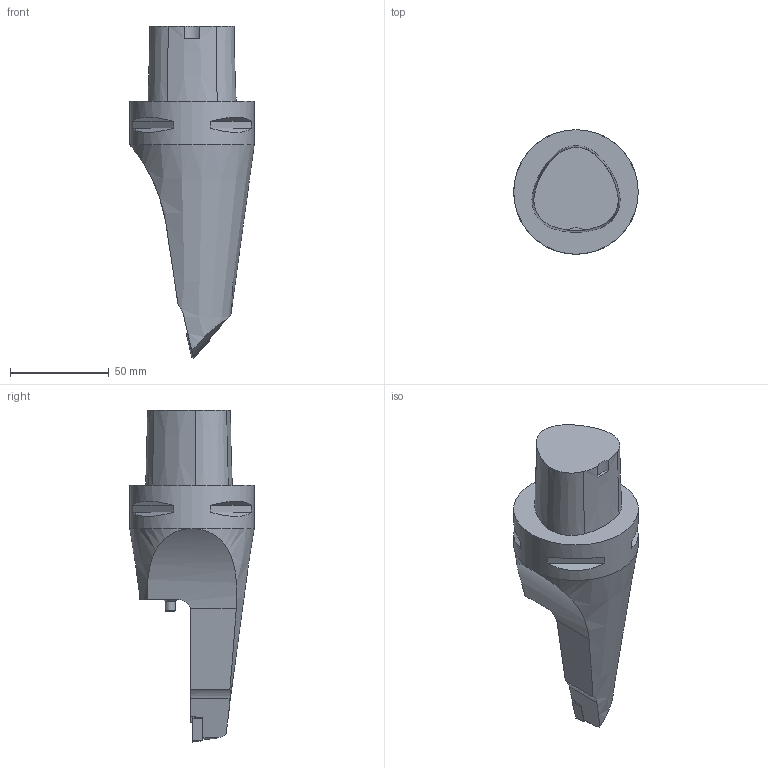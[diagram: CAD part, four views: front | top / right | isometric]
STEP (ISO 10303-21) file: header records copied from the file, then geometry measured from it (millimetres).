
FILE_DESCRIPTION(/* description */ (''),/* implementation_level */ '2;1');
FILE_NAME(/* name */ '1591349136044.stp',/* time_stamp */ '2020-06-05T14:55:57+05:00',/* author */ (''),/* organization */ ('SMS'),/* preprocessor_version */ 'ST-DEVELOPER v16.7',/* originating_system */ 'SIEMENS PLM Software NX 12.0',/* authorisation */ '');
FILE_SCHEMA (('AUTOMOTIVE_DESIGN { 1 0 10303 214 3 1 1 1 }'));
Length unit declared in the file: millimetre
Products named in the file (4): ASSEMBLY_CONSTRUCTION; 202599669mod000_00; 202958702mod000_00; 202958796mod000_00
Assembly tree (3 placements, depth 2):
  202958796mod000_00
    202958702mod000_00
    202599669mod000_00
    ASSEMBLY_CONSTRUCTION
Bounding box: 63 x 63 x 167.98 mm (x, y, z)
Volume: 246890.6 mm3; surface area: 27461.8 mm2
Topology: 2 solids, 2 shells, 95 faces, 227 edges, 151 vertices
Faces by surface type: plane 38, cylinder 29, cone 25, sphere 2, torus 1
Full cylindrical faces by diameter (mm): 3.1 x1, 3.5 x2, 5 x1, 5.25 x1, 6.141 x1, 63 x1
Entity records: 3193 total; most frequent: CARTESIAN_POINT 872, DIRECTION 482, ORIENTED_EDGE 414, EDGE_CURVE 207, AXIS2_PLACEMENT_3D 202, VERTEX_POINT 140, EDGE_LOOP 120, ADVANCED_FACE 95
